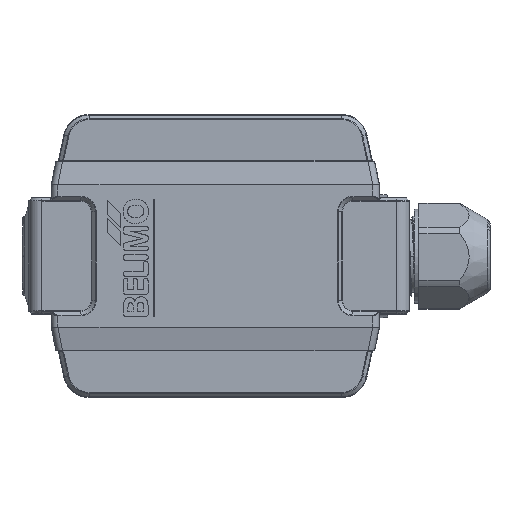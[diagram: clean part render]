
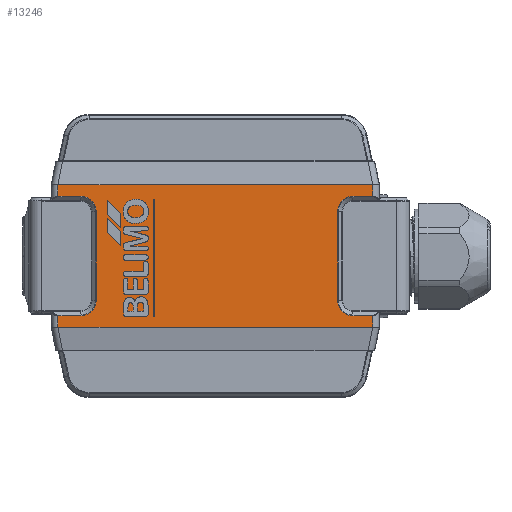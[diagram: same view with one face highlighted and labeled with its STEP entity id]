
A CAD part, top view. The second image highlights one B-rep face of the part: STEP entity #13246.
In plain terms, the highlighted planar face has unit normal (0, 0, 1).
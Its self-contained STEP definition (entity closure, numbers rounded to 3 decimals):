
#10778=CIRCLE('',#47923,3.583);
#10779=CIRCLE('',#47924,3.583);
#10780=CIRCLE('',#47925,3.583);
#10781=CIRCLE('',#47926,3.583);
#13246=ADVANCED_FACE('',(#16270),#15898,.T.);
#15898=PLANE('',#47927);
#16270=FACE_OUTER_BOUND('',#18928,.T.);
#18928=EDGE_LOOP('',(#24943,#24944,#24945,#24946,#24947,#24948,#24949,#24950,
#24951,#24952,#24953,#24954,#24955,#24956,#24957,#24958));
#21677=LINE('',#67699,#23189);
#21678=LINE('',#67701,#23190);
#21679=LINE('',#67703,#23191);
#21680=LINE('',#67705,#23192);
#21681=LINE('',#67707,#23193);
#21682=LINE('',#67711,#23194);
#21683=LINE('',#67715,#23195);
#21684=LINE('',#67717,#23196);
#21685=LINE('',#67719,#23197);
#21686=LINE('',#67721,#23198);
#21687=LINE('',#67723,#23199);
#21688=LINE('',#67727,#23200);
#23189=VECTOR('',#52658,1.);
#23190=VECTOR('',#52659,1.);
#23191=VECTOR('',#52660,1.);
#23192=VECTOR('',#52661,1.);
#23193=VECTOR('',#52662,1.);
#23194=VECTOR('',#52665,1.);
#23195=VECTOR('',#52668,1.);
#23196=VECTOR('',#52669,1.);
#23197=VECTOR('',#52670,1.);
#23198=VECTOR('',#52671,1.);
#23199=VECTOR('',#52672,1.);
#23200=VECTOR('',#52675,1.);
#24943=ORIENTED_EDGE('',*,*,#40692,.T.);
#24944=ORIENTED_EDGE('',*,*,#40693,.T.);
#24945=ORIENTED_EDGE('',*,*,#40694,.T.);
#24946=ORIENTED_EDGE('',*,*,#40695,.F.);
#24947=ORIENTED_EDGE('',*,*,#40696,.T.);
#24948=ORIENTED_EDGE('',*,*,#40697,.T.);
#24949=ORIENTED_EDGE('',*,*,#40698,.T.);
#24950=ORIENTED_EDGE('',*,*,#40699,.T.);
#24951=ORIENTED_EDGE('',*,*,#40700,.T.);
#24952=ORIENTED_EDGE('',*,*,#40701,.T.);
#24953=ORIENTED_EDGE('',*,*,#40702,.F.);
#24954=ORIENTED_EDGE('',*,*,#40703,.T.);
#24955=ORIENTED_EDGE('',*,*,#40704,.F.);
#24956=ORIENTED_EDGE('',*,*,#40705,.T.);
#24957=ORIENTED_EDGE('',*,*,#40706,.T.);
#24958=ORIENTED_EDGE('',*,*,#40707,.T.);
#37106=VERTEX_POINT('',#67697);
#37107=VERTEX_POINT('',#67698);
#37108=VERTEX_POINT('',#67700);
#37109=VERTEX_POINT('',#67702);
#37110=VERTEX_POINT('',#67704);
#37111=VERTEX_POINT('',#67706);
#37112=VERTEX_POINT('',#67708);
#37113=VERTEX_POINT('',#67710);
#37114=VERTEX_POINT('',#67712);
#37115=VERTEX_POINT('',#67714);
#37116=VERTEX_POINT('',#67716);
#37117=VERTEX_POINT('',#67718);
#37118=VERTEX_POINT('',#67720);
#37119=VERTEX_POINT('',#67722);
#37120=VERTEX_POINT('',#67724);
#37121=VERTEX_POINT('',#67726);
#40692=EDGE_CURVE('',#37106,#37107,#10778,.T.);
#40693=EDGE_CURVE('',#37107,#37108,#21677,.T.);
#40694=EDGE_CURVE('',#37108,#37109,#21678,.T.);
#40695=EDGE_CURVE('',#37110,#37109,#21679,.T.);
#40696=EDGE_CURVE('',#37110,#37111,#21680,.T.);
#40697=EDGE_CURVE('',#37111,#37112,#21681,.T.);
#40698=EDGE_CURVE('',#37112,#37113,#10779,.T.);
#40699=EDGE_CURVE('',#37113,#37114,#21682,.T.);
#40700=EDGE_CURVE('',#37114,#37115,#10780,.T.);
#40701=EDGE_CURVE('',#37115,#37116,#21683,.T.);
#40702=EDGE_CURVE('',#37117,#37116,#21684,.T.);
#40703=EDGE_CURVE('',#37117,#37118,#21685,.T.);
#40704=EDGE_CURVE('',#37119,#37118,#21686,.T.);
#40705=EDGE_CURVE('',#37119,#37120,#21687,.T.);
#40706=EDGE_CURVE('',#37120,#37121,#10781,.T.);
#40707=EDGE_CURVE('',#37121,#37106,#21688,.T.);
#47923=AXIS2_PLACEMENT_3D('',#67696,#52656,#52657);
#47924=AXIS2_PLACEMENT_3D('',#67709,#52663,#52664);
#47925=AXIS2_PLACEMENT_3D('',#67713,#52666,#52667);
#47926=AXIS2_PLACEMENT_3D('',#67725,#52673,#52674);
#47927=AXIS2_PLACEMENT_3D('',#67728,#52676,#52677);
#52656=DIRECTION('',(0.,0.,-1.));
#52657=DIRECTION('',(1.,0.,0.));
#52658=DIRECTION('',(-1.,0.,0.));
#52659=DIRECTION('',(0.,-1.,0.));
#52660=DIRECTION('',(-1.,0.,0.));
#52661=DIRECTION('',(0.,1.,0.));
#52662=DIRECTION('',(-1.,0.,0.));
#52663=DIRECTION('',(0.,0.,-1.));
#52664=DIRECTION('',(1.,0.,0.));
#52665=DIRECTION('',(0.,1.,0.));
#52666=DIRECTION('',(0.,0.,-1.));
#52667=DIRECTION('',(1.,0.,0.));
#52668=DIRECTION('',(1.,0.,0.));
#52669=DIRECTION('',(0.,-1.,0.));
#52670=DIRECTION('',(-1.,0.,0.));
#52671=DIRECTION('',(0.,1.,0.));
#52672=DIRECTION('',(1.,0.,0.));
#52673=DIRECTION('',(0.,0.,-1.));
#52674=DIRECTION('',(1.,0.,0.));
#52675=DIRECTION('',(0.,-1.,0.));
#52676=DIRECTION('',(0.,0.,1.));
#52677=DIRECTION('',(-1.,0.,0.));
#67696=CARTESIAN_POINT('',(-53.871,-15.262,24.77));
#67697=CARTESIAN_POINT('',(-50.288,-15.262,24.77));
#67698=CARTESIAN_POINT('',(-53.871,-18.845,24.77));
#67699=CARTESIAN_POINT('',(-53.871,-18.845,24.77));
#67700=CARTESIAN_POINT('',(-59.155,-18.845,24.77));
#67701=CARTESIAN_POINT('',(-59.155,-18.845,24.77));
#67702=CARTESIAN_POINT('',(-59.155,-21.512,24.77));
#67703=CARTESIAN_POINT('',(13.813,-21.512,24.77));
#67704=CARTESIAN_POINT('',(13.813,-21.512,24.77));
#67705=CARTESIAN_POINT('',(13.813,-21.512,24.77));
#67706=CARTESIAN_POINT('',(13.813,-18.845,24.77));
#67707=CARTESIAN_POINT('',(13.813,-18.845,24.77));
#67708=CARTESIAN_POINT('',(9.229,-18.845,24.77));
#67709=CARTESIAN_POINT('',(9.229,-15.262,24.77));
#67710=CARTESIAN_POINT('',(5.646,-15.262,24.77));
#67711=CARTESIAN_POINT('',(5.646,-15.262,24.77));
#67712=CARTESIAN_POINT('',(5.646,5.238,24.77));
#67713=CARTESIAN_POINT('',(9.229,5.238,24.77));
#67714=CARTESIAN_POINT('',(9.229,8.821,24.77));
#67715=CARTESIAN_POINT('',(9.229,8.821,24.77));
#67716=CARTESIAN_POINT('',(13.813,8.821,24.77));
#67717=CARTESIAN_POINT('',(13.813,11.488,24.77));
#67718=CARTESIAN_POINT('',(13.813,11.488,24.77));
#67719=CARTESIAN_POINT('',(13.813,11.488,24.77));
#67720=CARTESIAN_POINT('',(-59.155,11.488,24.77));
#67721=CARTESIAN_POINT('',(-59.155,8.821,24.77));
#67722=CARTESIAN_POINT('',(-59.155,8.821,24.77));
#67723=CARTESIAN_POINT('',(-59.155,8.821,24.77));
#67724=CARTESIAN_POINT('',(-53.871,8.821,24.77));
#67725=CARTESIAN_POINT('',(-53.871,5.238,24.77));
#67726=CARTESIAN_POINT('',(-50.288,5.238,24.77));
#67727=CARTESIAN_POINT('',(-50.288,5.238,24.77));
#67728=CARTESIAN_POINT('',(9.229,-15.262,24.77));
